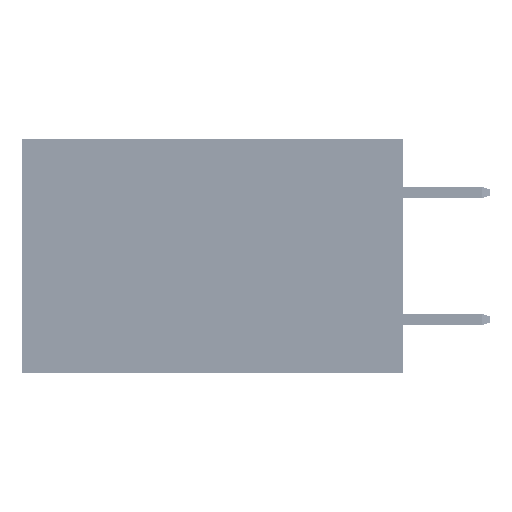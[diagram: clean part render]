
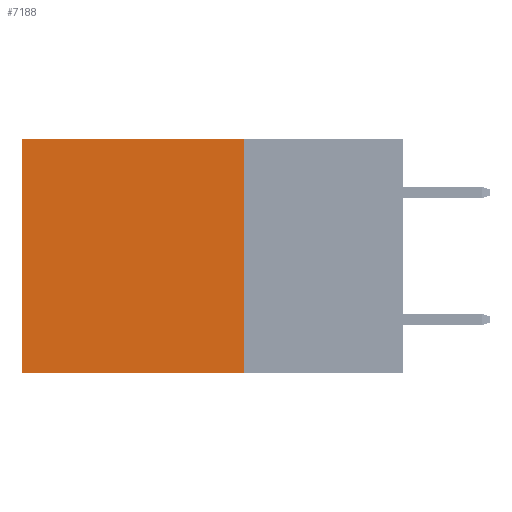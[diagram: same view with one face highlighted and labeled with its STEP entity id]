
A CAD part, left-side view. The second image highlights one B-rep face of the part: STEP entity #7188.
In plain terms, the highlighted planar face has unit normal (-1, 0, 0).
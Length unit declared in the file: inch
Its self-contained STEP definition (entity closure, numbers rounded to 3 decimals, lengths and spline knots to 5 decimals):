
#141 = CARTESIAN_POINT ( 'NONE',  ( 0.2875, 0.25, 0. ) ) ;
#1925 = CARTESIAN_POINT ( 'NONE',  ( 0.2875, 0.25, 0. ) ) ;
#2558 = LINE ( 'NONE', #35243, #42153 ) ;
#2672 = ORIENTED_EDGE ( 'NONE', *, *, #41963, .F. ) ;
#3251 = VERTEX_POINT ( 'NONE', #3401 ) ;
#3401 = CARTESIAN_POINT ( 'NONE',  ( 0.2875, 0.6, 0. ) ) ;
#4139 = CARTESIAN_POINT ( 'NONE',  ( 0.2875, 0.6, 0. ) ) ;
#4407 = LINE ( 'NONE', #4139, #29781 ) ;
#7188 = ADVANCED_FACE ( 'NONE', ( #34076 ), #29848, .F. ) ;
#7190 = EDGE_LOOP ( 'NONE', ( #14529, #32320, #2672, #26964 ) ) ;
#8011 = EDGE_CURVE ( 'NONE', #48923, #19715, #37619, .T. ) ;
#10152 = DIRECTION ( 'NONE',  ( 1., 0., 0. ) ) ;
#12650 = AXIS2_PLACEMENT_3D ( 'NONE', #1925, #10152, #46291 ) ;
#14529 = ORIENTED_EDGE ( 'NONE', *, *, #27963, .T. ) ;
#16098 = VECTOR ( 'NONE', #31211, 39.37008 ) ;
#18499 = DIRECTION ( 'NONE',  ( 0., 1., 0. ) ) ;
#19715 = VERTEX_POINT ( 'NONE', #28220 ) ;
#25128 = DIRECTION ( 'NONE',  ( 0., 0., -1. ) ) ;
#26443 = EDGE_CURVE ( 'NONE', #28341, #3251, #2558, .T. ) ;
#26964 = ORIENTED_EDGE ( 'NONE', *, *, #26443, .T. ) ;
#27963 = EDGE_CURVE ( 'NONE', #3251, #19715, #4407, .T. ) ;
#28220 = CARTESIAN_POINT ( 'NONE',  ( 0.2875, 0.6, -0.37 ) ) ;
#28341 = VERTEX_POINT ( 'NONE', #47393 ) ;
#29781 = VECTOR ( 'NONE', #25128, 39.37008 ) ;
#29848 = PLANE ( 'NONE',  #12650 ) ;
#31211 = DIRECTION ( 'NONE',  ( 0., 1., 0. ) ) ;
#32320 = ORIENTED_EDGE ( 'NONE', *, *, #8011, .F. ) ;
#34076 = FACE_OUTER_BOUND ( 'NONE', #7190, .T. ) ;
#34144 = CARTESIAN_POINT ( 'NONE',  ( 0.2875, 0.25, -0.37 ) ) ;
#35243 = CARTESIAN_POINT ( 'NONE',  ( 0.2875, 0.25, 0. ) ) ;
#35980 = VECTOR ( 'NONE', #45957, 39.37008 ) ;
#37619 = LINE ( 'NONE', #34144, #16098 ) ;
#37716 = CARTESIAN_POINT ( 'NONE',  ( 0.2875, 0.25, -0.37 ) ) ;
#41963 = EDGE_CURVE ( 'NONE', #28341, #48923, #47963, .T. ) ;
#42153 = VECTOR ( 'NONE', #18499, 39.37008 ) ;
#45957 = DIRECTION ( 'NONE',  ( 0., 0., -1. ) ) ;
#46291 = DIRECTION ( 'NONE',  ( 0., 0., -1. ) ) ;
#47393 = CARTESIAN_POINT ( 'NONE',  ( 0.2875, 0.25, 0. ) ) ;
#47963 = LINE ( 'NONE', #141, #35980 ) ;
#48923 = VERTEX_POINT ( 'NONE', #37716 ) ;
